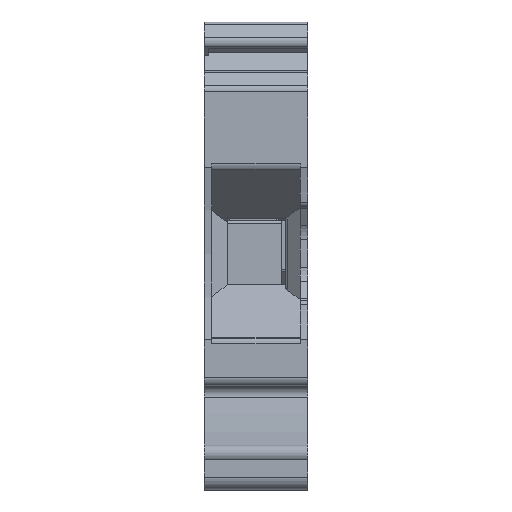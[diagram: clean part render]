
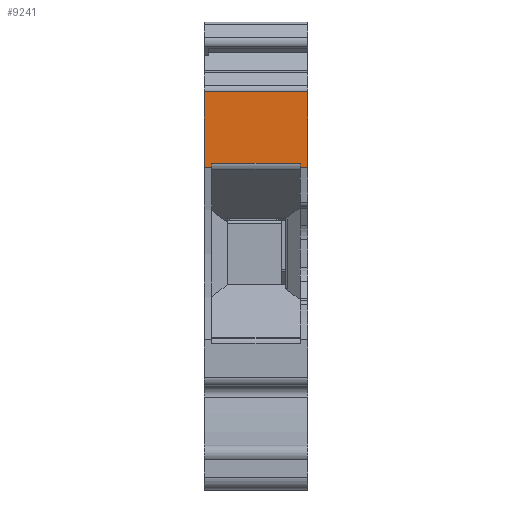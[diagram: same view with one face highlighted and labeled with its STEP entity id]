
A CAD part, left-side view. The second image highlights one B-rep face of the part: STEP entity #9241.
In plain terms, the highlighted planar face has unit normal (-1, 0, 0).
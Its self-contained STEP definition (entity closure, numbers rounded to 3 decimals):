
#1515=ORIENTED_EDGE('',*,*,#2730,.T.);
#1516=ORIENTED_EDGE('',*,*,#2645,.T.);
#1517=ORIENTED_EDGE('',*,*,#2885,.T.);
#1518=ORIENTED_EDGE('',*,*,#3098,.F.);
#1519=ORIENTED_EDGE('',*,*,#3096,.T.);
#1520=ORIENTED_EDGE('',*,*,#2761,.T.);
#1521=ORIENTED_EDGE('',*,*,#3099,.T.);
#1522=ORIENTED_EDGE('',*,*,#2656,.T.);
#2645=EDGE_CURVE('',#3607,#3606,#4274,.T.);
#2656=EDGE_CURVE('',#3614,#3613,#4282,.T.);
#2730=EDGE_CURVE('',#3613,#3607,#4334,.T.);
#2761=EDGE_CURVE('',#3701,#3700,#4348,.F.);
#2885=EDGE_CURVE('',#3606,#3797,#4427,.T.);
#3096=EDGE_CURVE('',#3893,#3701,#4600,.F.);
#3098=EDGE_CURVE('',#3893,#3797,#4601,.T.);
#3099=EDGE_CURVE('',#3700,#3614,#4602,.T.);
#3606=VERTEX_POINT('',#12384);
#3607=VERTEX_POINT('',#12386);
#3613=VERTEX_POINT('',#12404);
#3614=VERTEX_POINT('',#12406);
#3700=VERTEX_POINT('',#12617);
#3701=VERTEX_POINT('',#12619);
#3797=VERTEX_POINT('',#12880);
#3893=VERTEX_POINT('',#13293);
#4274=LINE('',#12385,#4977);
#4282=LINE('',#12405,#4985);
#4334=LINE('',#12554,#5037);
#4348=LINE('',#12618,#5051);
#4427=LINE('',#12881,#5130);
#4600=LINE('',#13292,#5303);
#4601=LINE('',#13296,#5304);
#4602=LINE('',#13297,#5305);
#4977=VECTOR('',#10341,1000.);
#4985=VECTOR('',#10359,1000.);
#5037=VECTOR('',#10493,1000.);
#5051=VECTOR('',#10545,1000.);
#5130=VECTOR('',#10766,1000.);
#5303=VECTOR('',#11225,1000.);
#5304=VECTOR('',#11230,1000.);
#5305=VECTOR('',#11231,1000.);
#5697=EDGE_LOOP('',(#1515,#1516,#1517,#1518,#1519,#1520,#1521,#1522));
#6088=FACE_BOUND('',#5697,.T.);
#6412=PLANE('',#9766);
#9241=ADVANCED_FACE('',(#6088),#6412,.F.);
#9766=AXIS2_PLACEMENT_3D('',#13295,#11228,#11229);
#10341=DIRECTION('',(0.,0.,-1.));
#10359=DIRECTION('',(0.,0.,1.));
#10493=DIRECTION('',(0.,-1.,0.));
#10545=DIRECTION('',(0.,0.,1.));
#10766=DIRECTION('',(0.,-1.,0.));
#11225=DIRECTION('',(0.,-1.,0.));
#11228=DIRECTION('',(1.,0.,0.));
#11229=DIRECTION('',(0.,0.,-1.));
#11230=DIRECTION('',(0.,0.,-1.));
#11231=DIRECTION('',(0.,-1.,0.));
#12384=CARTESIAN_POINT('',(-25.5,-5.425,6.15));
#12385=CARTESIAN_POINT('',(-25.5,-5.425,23.));
#12386=CARTESIAN_POINT('',(-25.5,-5.425,6.601));
#12404=CARTESIAN_POINT('',(-25.5,4.825,6.601));
#12405=CARTESIAN_POINT('',(-25.5,4.825,23.));
#12406=CARTESIAN_POINT('',(-25.5,4.825,6.15));
#12554=CARTESIAN_POINT('',(-25.5,-5.425,6.601));
#12617=CARTESIAN_POINT('',(-25.5,5.7,6.15));
#12618=CARTESIAN_POINT('',(-25.5,5.7,0.));
#12619=CARTESIAN_POINT('',(-25.5,5.7,14.907));
#12880=CARTESIAN_POINT('',(-25.5,-6.3,6.15));
#12881=CARTESIAN_POINT('',(-25.5,5.7,6.15));
#13292=CARTESIAN_POINT('',(-25.5,5.7,14.907));
#13293=CARTESIAN_POINT('',(-25.5,-6.3,14.907));
#13295=CARTESIAN_POINT('',(-25.5,-6.,23.));
#13296=CARTESIAN_POINT('',(-25.5,-6.3,23.));
#13297=CARTESIAN_POINT('',(-25.5,5.7,6.15));
